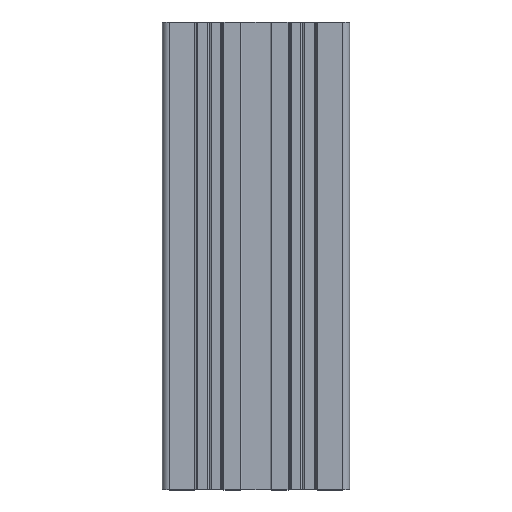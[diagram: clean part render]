
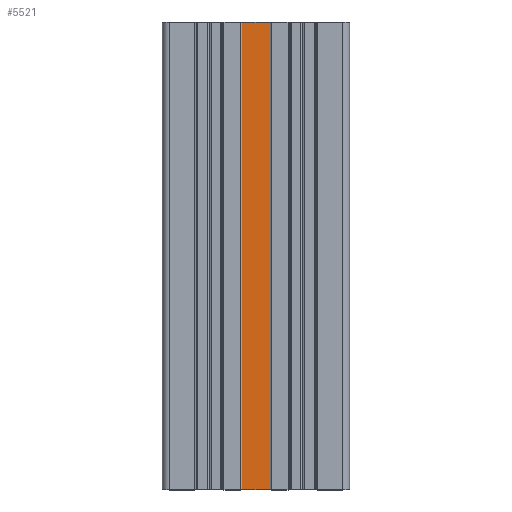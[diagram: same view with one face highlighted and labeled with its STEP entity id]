
A CAD part, top view. The second image highlights one B-rep face of the part: STEP entity #5521.
In plain terms, the highlighted planar face has unit normal (0, 0, 1).
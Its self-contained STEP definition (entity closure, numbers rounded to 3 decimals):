
#87=PLANE('',#5863);
#309=FACE_OUTER_BOUND('',#589,.T.);
#589=EDGE_LOOP('',(#4029,#4030,#4031,#4032));
#1005=LINE('',#8294,#1663);
#1007=LINE('',#8298,#1665);
#1008=LINE('',#8300,#1666);
#1009=LINE('',#8301,#1667);
#1663=VECTOR('',#6679,200.);
#1665=VECTOR('',#6683,12.);
#1666=VECTOR('',#6684,200.);
#1667=VECTOR('',#6685,12.);
#2477=VERTEX_POINT('',#8291);
#2478=VERTEX_POINT('',#8293);
#2479=VERTEX_POINT('',#8297);
#2480=VERTEX_POINT('',#8299);
#3113=EDGE_CURVE('',#2477,#2478,#1005,.T.);
#3115=EDGE_CURVE('',#2477,#2479,#1007,.T.);
#3116=EDGE_CURVE('',#2479,#2480,#1008,.T.);
#3117=EDGE_CURVE('',#2478,#2480,#1009,.T.);
#4029=ORIENTED_EDGE('',*,*,#3115,.T.);
#4030=ORIENTED_EDGE('',*,*,#3116,.T.);
#4031=ORIENTED_EDGE('',*,*,#3117,.F.);
#4032=ORIENTED_EDGE('',*,*,#3113,.F.);
#5521=ADVANCED_FACE('',(#309),#87,.T.);
#5863=AXIS2_PLACEMENT_3D('',#8296,#6681,#6682);
#6679=DIRECTION('',(0.,-1.,0.));
#6681=DIRECTION('center_axis',(0.,0.,1.));
#6682=DIRECTION('ref_axis',(1.,0.,0.));
#6683=DIRECTION('',(-1.,0.,0.));
#6684=DIRECTION('',(0.,-1.,0.));
#6685=DIRECTION('',(-1.,0.,0.));
#8291=CARTESIAN_POINT('',(6.,200.,19.));
#8293=CARTESIAN_POINT('',(6.,0.,19.));
#8294=CARTESIAN_POINT('',(6.,0.,19.));
#8296=CARTESIAN_POINT('Origin',(-6.,0.,19.));
#8297=CARTESIAN_POINT('',(-6.,200.,19.));
#8298=CARTESIAN_POINT('',(-3.,200.,19.));
#8299=CARTESIAN_POINT('',(-6.,0.,19.));
#8300=CARTESIAN_POINT('',(-6.,0.,19.));
#8301=CARTESIAN_POINT('',(-3.,0.,19.));
